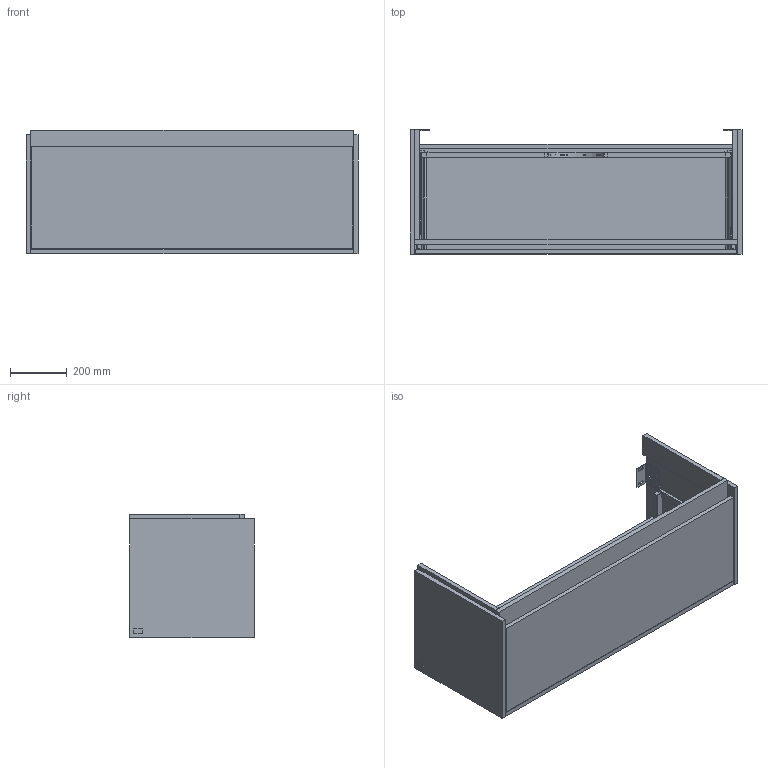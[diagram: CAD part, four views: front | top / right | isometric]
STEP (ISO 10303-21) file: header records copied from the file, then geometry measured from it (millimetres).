
FILE_DESCRIPTION(/* description */ (''),/* implementation_level */ '2;1');
FILE_NAME(/* name */ 'C79200_RFS.stp',/* time_stamp */ '2024-06-18T15:15:59+02:00',/* author */ ('schmidtkonj'),/* organization */ (''),/* preprocessor_version */ 'ST-DEVELOPER v18.1',/* originating_system */ 'Autodesk Inventor 2021',/* authorisation */ '');
FILE_SCHEMA (('AUTOMOTIVE_DESIGN { 1 0 10303 214 3 1 1 }'));
Products named in the file (1): C79200_RFS
Bounding box: 1172.5 x 439 x 436 mm (x, y, z)
Volume: 31973499.6 mm3; surface area: 4602712.3 mm2
Topology: 44 solids, 44 shells, 1579 faces, 4292 edges, 2859 vertices
Faces by surface type: plane 1030, cylinder 437, cone 62, bspline 42, torus 4, sphere 4
Full cylindrical faces by diameter (mm): 2.5 x2, 5 x2, 5.1 x2, 6 x6, 7 x10, 7.2 x2, 8 x4, 8.4 x2, 10 x8, 12 x2, 12.2 x2, 30 x2
Entity records: 56403 total; most frequent: CARTESIAN_POINT 15419, ORIENTED_EDGE 8584, DIRECTION 8353, EDGE_CURVE 4292, LINE 2977, VECTOR 2977, VERTEX_POINT 2859, AXIS2_PLACEMENT_3D 2688
